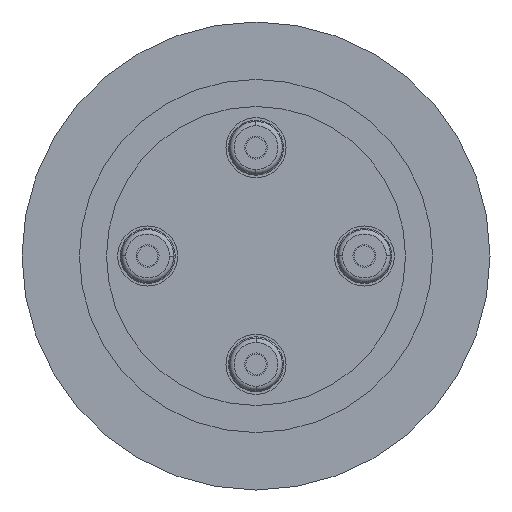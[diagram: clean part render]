
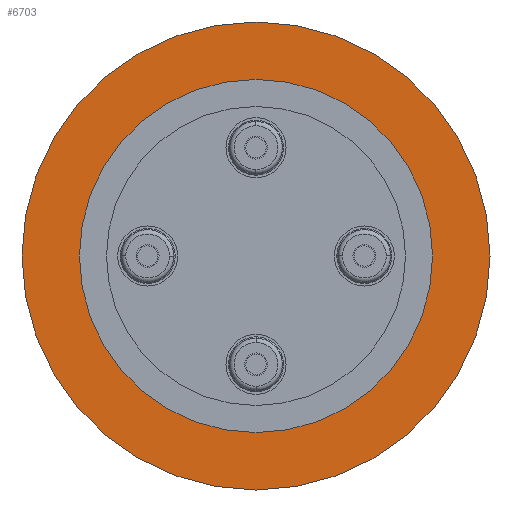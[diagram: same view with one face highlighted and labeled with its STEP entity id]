
A CAD part, front view. The second image highlights one B-rep face of the part: STEP entity #6703.
In plain terms, the highlighted planar face has unit normal (0, -1, 0).
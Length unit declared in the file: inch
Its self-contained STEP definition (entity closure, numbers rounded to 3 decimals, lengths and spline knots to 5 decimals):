
#580 = AXIS2_PLACEMENT_3D ( 'NONE', #1650, #1651, #1652 ) ;
#581 = AXIS2_PLACEMENT_3D ( 'NONE', #1653, #1654, #1655 ) ;
#758 = CARTESIAN_POINT ( 'NONE',  ( 0., 0., 0. ) ) ;
#766 = PLANE ( 'NONE',  #5201 ) ;
#768 = DIRECTION ( 'NONE',  ( 0., 1., 0. ) ) ;
#769 = DIRECTION ( 'NONE',  ( 1., 0., 0. ) ) ;
#1031 = EDGE_CURVE ( 'NONE', #3862, #3858, #4033, .T. ) ;
#1481 = AXIS2_PLACEMENT_3D ( 'NONE', #1787, #1861, #1792 ) ;
#1650 = CARTESIAN_POINT ( 'NONE',  ( 0., 0., 0. ) ) ;
#1651 = DIRECTION ( 'NONE',  ( 0., -1., 0. ) ) ;
#1652 = DIRECTION ( 'NONE',  ( -1., 0., 0. ) ) ;
#1653 = CARTESIAN_POINT ( 'NONE',  ( 0., 0., 0. ) ) ;
#1654 = DIRECTION ( 'NONE',  ( 0., 1., 0. ) ) ;
#1655 = DIRECTION ( 'NONE',  ( 1., 0., 0. ) ) ;
#1787 = CARTESIAN_POINT ( 'NONE',  ( 0., 0., 0. ) ) ;
#1792 = DIRECTION ( 'NONE',  ( -1., 0., 0. ) ) ;
#1861 = DIRECTION ( 'NONE',  ( 0., -1., 0. ) ) ;
#2195 = ORIENTED_EDGE ( 'NONE', *, *, #2537, .F. ) ;
#2223 = ORIENTED_EDGE ( 'NONE', *, *, #5276, .F. ) ;
#2236 = ORIENTED_EDGE ( 'NONE', *, *, #2535, .F. ) ;
#2289 = ORIENTED_EDGE ( 'NONE', *, *, #1031, .F. ) ;
#2535 = EDGE_CURVE ( 'NONE', #3858, #3862, #4359, .T. ) ;
#2537 = EDGE_CURVE ( 'NONE', #3864, #3814, #4361, .T. ) ;
#2621 = CARTESIAN_POINT ( 'NONE',  ( 1.08, 0., 0. ) ) ;
#2688 = CARTESIAN_POINT ( 'NONE',  ( -0.815, 0., 0. ) ) ;
#2692 = CARTESIAN_POINT ( 'NONE',  ( 0.815, 0., 0. ) ) ;
#2694 = CARTESIAN_POINT ( 'NONE',  ( -1.08, 0., 0. ) ) ;
#2783 = CARTESIAN_POINT ( 'NONE',  ( 0., 0., 0. ) ) ;
#2784 = DIRECTION ( 'NONE',  ( 0., 1., 0. ) ) ;
#2785 = DIRECTION ( 'NONE',  ( 1., 0., 0. ) ) ;
#3814 = VERTEX_POINT ( 'NONE', #2621 ) ;
#3858 = VERTEX_POINT ( 'NONE', #2688 ) ;
#3862 = VERTEX_POINT ( 'NONE', #2692 ) ;
#3864 = VERTEX_POINT ( 'NONE', #2694 ) ;
#4033 = CIRCLE ( 'NONE', #1481, 0.815 ) ;
#4359 = CIRCLE ( 'NONE', #580, 0.815 ) ;
#4361 = CIRCLE ( 'NONE', #581, 1.08 ) ;
#4704 = CIRCLE ( 'NONE', #5039, 1.08 ) ;
#5039 = AXIS2_PLACEMENT_3D ( 'NONE', #2783, #2784, #2785 ) ;
#5201 = AXIS2_PLACEMENT_3D ( 'NONE', #758, #768, #769 ) ;
#5276 = EDGE_CURVE ( 'NONE', #3814, #3864, #4704, .T. ) ;
#5425 = EDGE_LOOP ( 'NONE', ( #2236, #2289 ) ) ;
#5475 = EDGE_LOOP ( 'NONE', ( #2195, #2223 ) ) ;
#6165 = FACE_BOUND ( 'NONE', #5425, .T. ) ;
#6168 = FACE_OUTER_BOUND ( 'NONE', #5475, .T. ) ;
#6703 = ADVANCED_FACE ( 'NONE', ( #6165, #6168 ), #766, .F. ) ;
